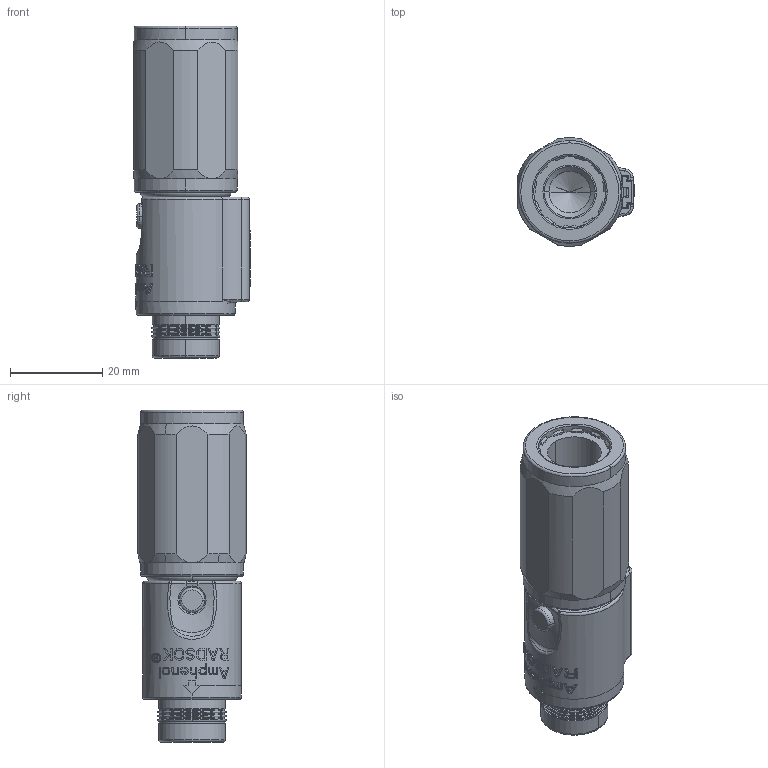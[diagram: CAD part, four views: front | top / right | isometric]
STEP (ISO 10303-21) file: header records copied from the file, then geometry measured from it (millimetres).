
FILE_DESCRIPTION((''),'2;1');
FILE_NAME('10-731951-X00_SW0001','2017-01-13T',('SEVEN.XIE'),(''),'PRO/ENGINEER BY PARAMETRIC TECHNOLOGY CORPORATION, 2013230','PRO/ENGINEER BY PARAMETRIC TECHNOLOGY CORPORATION, 2013230','');
FILE_SCHEMA(('CONFIG_CONTROL_DESIGN'));
Length unit declared in the file: inch
Products named in the file (1): 10-731951-X00_SW0001
Bounding box: 25.17 x 23.43 x 71.8 mm (x, y, z)
Volume: 19378.4 mm3; surface area: 14435.5 mm2
Topology: 2 solids, 5 shells, 1337 faces, 3759 edges, 2436 vertices
Faces by surface type: plane 961, cylinder 203, torus 86, cone 52, bspline 31, sphere 4
Entity records: 52316 total; most frequent: CARTESIAN_POINT 19328, ORIENTED_EDGE 7514, DIRECTION 5958, EDGE_CURVE 3757, VERTEX_POINT 2436, VECTOR 2114, LINE 2114, AXIS2_PLACEMENT_3D 1922
